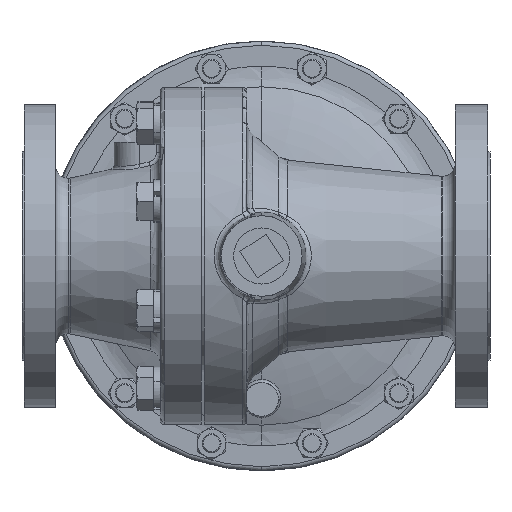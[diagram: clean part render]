
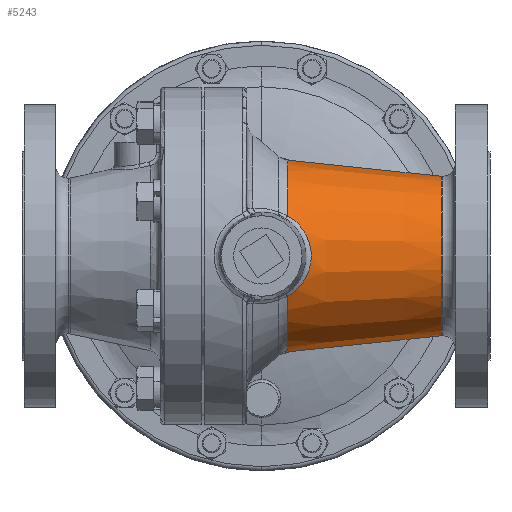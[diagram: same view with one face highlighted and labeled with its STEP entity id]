
A CAD part, front view. The second image highlights one B-rep face of the part: STEP entity #5243.
In plain terms, the highlighted conical face has half-angle 6 degrees and reference radius 60.078 mm.
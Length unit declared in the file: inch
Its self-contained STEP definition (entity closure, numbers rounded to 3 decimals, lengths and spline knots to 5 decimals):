
#384 = CARTESIAN_POINT ( 'NONE',  ( 5.31828, 0., -2.36528 ) ) ;
#1360 = CARTESIAN_POINT ( 'NONE',  ( 0.77403, 0., 0. ) ) ;
#1498 = AXIS2_PLACEMENT_3D ( 'NONE', #1360, #25322, #7523 ) ;
#2082 = EDGE_CURVE ( 'NONE', #12338, #19569, #9328, .T. ) ;
#2091 = CARTESIAN_POINT ( 'NONE',  ( 1.01559, -2.62794, 1.01693 ) ) ;
#2214 = CARTESIAN_POINT ( 'NONE',  ( 1.47109, -2.76962, 0.06206 ) ) ;
#2353 = LINE ( 'NONE', #23799, #32977 ) ;
#2458 = CARTESIAN_POINT ( 'NONE',  ( 0.77403, -2.57966, 1.19475 ) ) ;
#2603 = CARTESIAN_POINT ( 'NONE',  ( 1.38422, -2.73796, -0.47535 ) ) ;
#3282 = ORIENTED_EDGE ( 'NONE', *, *, #17285, .T. ) ;
#3666 = DIRECTION ( 'NONE',  ( -0.995, 0., -0.105 ) ) ;
#4397 = FACE_OUTER_BOUND ( 'NONE', #19196, .T. ) ;
#4693 = VERTEX_POINT ( 'NONE', #16324 ) ;
#4864 = CARTESIAN_POINT ( 'NONE',  ( 1.46684, -2.76801, 0.12268 ) ) ;
#5119 = CARTESIAN_POINT ( 'NONE',  ( 1.13994, -2.66056, 0.88703 ) ) ;
#5243 = ADVANCED_FACE ( 'NONE', ( #4397 ), #18499, .T. ) ;
#5246 = CARTESIAN_POINT ( 'NONE',  ( 1.45038, -2.76188, -0.24202 ) ) ;
#6649 = CARTESIAN_POINT ( 'NONE',  ( 0.77403, 0., 2.8429 ) ) ;
#6959 = EDGE_CURVE ( 'NONE', #16291, #12347, #35841, .T. ) ;
#7453 = CARTESIAN_POINT ( 'NONE',  ( 0.77403, 0., 0. ) ) ;
#7523 = DIRECTION ( 'NONE',  ( 0., 0., 1. ) ) ;
#7868 = CARTESIAN_POINT ( 'NONE',  ( 1.47113, -2.76964, -0.03011 ) ) ;
#7968 = CARTESIAN_POINT ( 'NONE',  ( 5.31828, 0., 0. ) ) ;
#8135 = CARTESIAN_POINT ( 'NONE',  ( 1.38416, -2.73794, 0.47551 ) ) ;
#8266 = CARTESIAN_POINT ( 'NONE',  ( 1.4381, -2.75732, -0.30123 ) ) ;
#8400 = CARTESIAN_POINT ( 'NONE',  ( 1.09952, -2.6495, -0.93243 ) ) ;
#8653 = CARTESIAN_POINT ( 'NONE',  ( 1.24866, -2.69273, -0.74356 ) ) ;
#8781 = CARTESIAN_POINT ( 'NONE',  ( 1.15879, -2.6659, -0.86448 ) ) ;
#8911 = CARTESIAN_POINT ( 'NONE',  ( 1.33727, -2.72167, -0.58708 ) ) ;
#9328 = CIRCLE ( 'NONE', #1498, 2.8429 ) ;
#9461 = CIRCLE ( 'NONE', #19817, 2.8429 ) ;
#10777 = CARTESIAN_POINT ( 'NONE',  ( 0.82633, -2.58806, 1.16354 ) ) ;
#10905 = CARTESIAN_POINT ( 'NONE',  ( 1.46278, -2.7665, -0.15197 ) ) ;
#11170 = CARTESIAN_POINT ( 'NONE',  ( 1.09992, -2.6496, 0.93199 ) ) ;
#11824 = CARTESIAN_POINT ( 'NONE',  ( 1.13942, -2.66042, -0.88763 ) ) ;
#11840 = CARTESIAN_POINT ( 'NONE',  ( 5.31828, 0., 0. ) ) ;
#11954 = CARTESIAN_POINT ( 'NONE',  ( 1.40453, -2.74517, -0.41779 ) ) ;
#12057 = ORIENTED_EDGE ( 'NONE', *, *, #6959, .T. ) ;
#12338 = VERTEX_POINT ( 'NONE', #2458 ) ;
#12347 = VERTEX_POINT ( 'NONE', #15041 ) ;
#12858 = CARTESIAN_POINT ( 'NONE',  ( 5.31828, 0., -2.36528 ) ) ;
#13128 = EDGE_CURVE ( 'NONE', #12347, #19569, #2353, .T. ) ;
#14051 = CARTESIAN_POINT ( 'NONE',  ( 0.87606, -2.59744, 1.12958 ) ) ;
#14304 = CARTESIAN_POINT ( 'NONE',  ( 0.77403, -2.57966, 1.19475 ) ) ;
#14489 = VECTOR ( 'NONE', #3666, 39.37008 ) ;
#14806 = CARTESIAN_POINT ( 'NONE',  ( 1.21473, -2.68221, -0.79309 ) ) ;
#14824 = DIRECTION ( 'NONE',  ( -1., 0., 0. ) ) ;
#15041 = CARTESIAN_POINT ( 'NONE',  ( 5.31828, 0., 2.36528 ) ) ;
#15467 = CARTESIAN_POINT ( 'NONE',  ( 0.77403, 0., -2.8429 ) ) ;
#16187 = ORIENTED_EDGE ( 'NONE', *, *, #2082, .F. ) ;
#16261 = B_SPLINE_CURVE_WITH_KNOTS ( 'NONE', 3,
 ( #14304, #10777, #14051, #20115, #2091, #35360, #11170, #5119, #19840, #17194, #26189, #34865, #17309, #25810, #8135, #25945, #32228, #16787, #20254, #4864, #2214, #7868, #28973, #23267, #10905, #5246, #8266, #31986, #11954, #2603, #32995, #8911, #30022, #8653, #14806, #8781, #11824, #8400, #29626, #29752, #29893, #39044, #17962, #26573 ),
 .UNSPECIFIED., .F., .F.,
 ( 4, 2, 2, 2, 2, 2, 2, 2, 2, 2, 2, 2, 2, 2, 2, 2, 2, 2, 2, 2, 2, 4 ),
 ( 0., 0.00462, 0.00924, 0.01155, 0.01386, 0.01847, 0.02309, 0.0254, 0.02771, 0.03233, 0.03695, 0.03926, 0.04157, 0.04619, 0.0485, 0.0508, 0.05542, 0.06004, 0.06235, 0.06466, 0.06928, 0.0739 ),
 .UNSPECIFIED. ) ;
#16291 = VERTEX_POINT ( 'NONE', #384 ) ;
#16305 = ORIENTED_EDGE ( 'NONE', *, *, #28865, .F. ) ;
#16324 = CARTESIAN_POINT ( 'NONE',  ( 0.77403, -2.57966, -1.19475 ) ) ;
#16787 = CARTESIAN_POINT ( 'NONE',  ( 1.43803, -2.75729, 0.30149 ) ) ;
#17194 = CARTESIAN_POINT ( 'NONE',  ( 1.21504, -2.6823, 0.79263 ) ) ;
#17285 = EDGE_CURVE ( 'NONE', #12338, #4693, #16261, .T. ) ;
#17309 = CARTESIAN_POINT ( 'NONE',  ( 1.33724, -2.72166, 0.58713 ) ) ;
#17962 = CARTESIAN_POINT ( 'NONE',  ( 0.82634, -2.58806, -1.16353 ) ) ;
#18183 = VERTEX_POINT ( 'NONE', #15467 ) ;
#18499 = CONICAL_SURFACE ( 'NONE', #22212, 2.36528, 0.105 ) ;
#19196 = EDGE_LOOP ( 'NONE', ( #26510, #12057, #30302, #16187, #3282, #16305 ) ) ;
#19569 = VERTEX_POINT ( 'NONE', #6649 ) ;
#19817 = AXIS2_PLACEMENT_3D ( 'NONE', #7453, #34182, #37058 ) ;
#19840 = CARTESIAN_POINT ( 'NONE',  ( 1.15938, -2.66607, 0.86376 ) ) ;
#20115 = CARTESIAN_POINT ( 'NONE',  ( 0.97069, -2.61738, 1.05628 ) ) ;
#20254 = CARTESIAN_POINT ( 'NONE',  ( 1.45031, -2.76185, 0.2424 ) ) ;
#22212 = AXIS2_PLACEMENT_3D ( 'NONE', #7968, #32080, #22563 ) ;
#22563 = DIRECTION ( 'NONE',  ( 0., 0., 1. ) ) ;
#23267 = CARTESIAN_POINT ( 'NONE',  ( 1.4659, -2.76767, -0.12175 ) ) ;
#23799 = CARTESIAN_POINT ( 'NONE',  ( 5.31828, 0., 2.36528 ) ) ;
#25322 = DIRECTION ( 'NONE',  ( -1., 0., 0. ) ) ;
#25810 = CARTESIAN_POINT ( 'NONE',  ( 1.37305, -2.73404, 0.50387 ) ) ;
#25945 = CARTESIAN_POINT ( 'NONE',  ( 1.40448, -2.74515, 0.41795 ) ) ;
#26189 = CARTESIAN_POINT ( 'NONE',  ( 1.24886, -2.69279, 0.74325 ) ) ;
#26510 = ORIENTED_EDGE ( 'NONE', *, *, #37589, .F. ) ;
#26573 = CARTESIAN_POINT ( 'NONE',  ( 0.77403, -2.57966, -1.19475 ) ) ;
#28865 = EDGE_CURVE ( 'NONE', #18183, #4693, #9461, .T. ) ;
#28973 = CARTESIAN_POINT ( 'NONE',  ( 1.47008, -2.76924, -0.06087 ) ) ;
#29366 = AXIS2_PLACEMENT_3D ( 'NONE', #11840, #14824, #35893 ) ;
#29626 = CARTESIAN_POINT ( 'NONE',  ( 1.07894, -2.64405, -0.95411 ) ) ;
#29752 = CARTESIAN_POINT ( 'NONE',  ( 1.01538, -2.62789, -1.01711 ) ) ;
#29893 = CARTESIAN_POINT ( 'NONE',  ( 0.97057, -2.61735, -1.05637 ) ) ;
#30022 = CARTESIAN_POINT ( 'NONE',  ( 1.30993, -2.71246, -0.64055 ) ) ;
#30302 = ORIENTED_EDGE ( 'NONE', *, *, #13128, .T. ) ;
#31986 = CARTESIAN_POINT ( 'NONE',  ( 1.41368, -2.74846, -0.3888 ) ) ;
#32080 = DIRECTION ( 'NONE',  ( -1., 0., 0. ) ) ;
#32228 = CARTESIAN_POINT ( 'NONE',  ( 1.41362, -2.74844, 0.38898 ) ) ;
#32500 = DIRECTION ( 'NONE',  ( -0.995, 0., 0.105 ) ) ;
#32977 = VECTOR ( 'NONE', #32500, 39.37008 ) ;
#32995 = CARTESIAN_POINT ( 'NONE',  ( 1.37311, -2.73406, -0.50373 ) ) ;
#33787 = LINE ( 'NONE', #12858, #14489 ) ;
#34182 = DIRECTION ( 'NONE',  ( -1., 0., 0. ) ) ;
#34865 = CARTESIAN_POINT ( 'NONE',  ( 1.30995, -2.71246, 0.6405 ) ) ;
#35360 = CARTESIAN_POINT ( 'NONE',  ( 1.07929, -2.64414, 0.95375 ) ) ;
#35841 = CIRCLE ( 'NONE', #29366, 2.36528 ) ;
#35893 = DIRECTION ( 'NONE',  ( 0., 0., 1. ) ) ;
#37058 = DIRECTION ( 'NONE',  ( 0., 0., 1. ) ) ;
#37589 = EDGE_CURVE ( 'NONE', #16291, #18183, #33787, .T. ) ;
#39044 = CARTESIAN_POINT ( 'NONE',  ( 0.87605, -2.59743, -1.12958 ) ) ;
